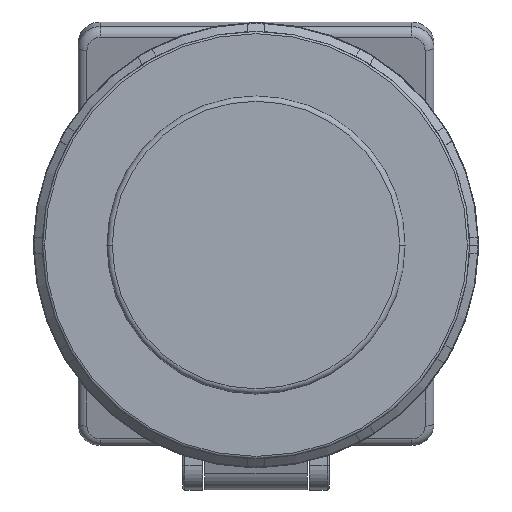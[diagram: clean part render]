
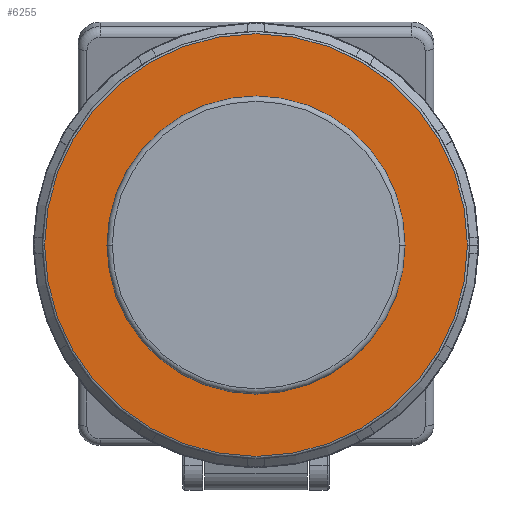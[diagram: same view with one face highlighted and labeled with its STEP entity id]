
A CAD part, top view. The second image highlights one B-rep face of the part: STEP entity #6255.
In plain terms, the highlighted face is planar.
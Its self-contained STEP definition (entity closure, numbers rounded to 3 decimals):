
#587 = DIRECTION ( 'NONE',  ( 0., 0., -1. ) ) ;
#749 = DIRECTION ( 'NONE',  ( 0., 0., -1. ) ) ;
#1037 = CARTESIAN_POINT ( 'NONE',  ( -33.5, 0., 0. ) ) ;
#1195 = VERTEX_POINT ( 'NONE', #1037 ) ;
#1361 = CARTESIAN_POINT ( 'NONE',  ( -47.5, 0., 0. ) ) ;
#1846 = DIRECTION ( 'NONE',  ( 1., 0., 0. ) ) ;
#2158 = DIRECTION ( 'NONE',  ( 1., 0., 0. ) ) ;
#2642 = EDGE_CURVE ( 'NONE', #1195, #12072, #12931, .T. ) ;
#3322 = ORIENTED_EDGE ( 'NONE', *, *, #12926, .F. ) ;
#3342 = DIRECTION ( 'NONE',  ( 1., 0., 0. ) ) ;
#3857 = ORIENTED_EDGE ( 'NONE', *, *, #2642, .F. ) ;
#4367 = DIRECTION ( 'NONE',  ( 0., 0., -1. ) ) ;
#4538 = FACE_BOUND ( 'NONE', #6705, .T. ) ;
#4557 = EDGE_CURVE ( 'NONE', #9859, #9232, #14245, .T. ) ;
#5383 = CIRCLE ( 'NONE', #12013, 47.5 ) ;
#5578 = ORIENTED_EDGE ( 'NONE', *, *, #10356, .T. ) ;
#5942 = AXIS2_PLACEMENT_3D ( 'NONE', #12845, #749, #3342 ) ;
#6255 = ADVANCED_FACE ( 'NONE', ( #4538, #12829 ), #8823, .F. ) ;
#6517 = DIRECTION ( 'NONE',  ( 0., 0., -1. ) ) ;
#6705 = EDGE_LOOP ( 'NONE', ( #3857, #3322 ) ) ;
#8387 = ORIENTED_EDGE ( 'NONE', *, *, #4557, .T. ) ;
#8418 = CARTESIAN_POINT ( 'NONE',  ( 0., 0., 0. ) ) ;
#8823 = PLANE ( 'NONE',  #10216 ) ;
#8897 = CARTESIAN_POINT ( 'NONE',  ( 33.5, 0., 0. ) ) ;
#9232 = VERTEX_POINT ( 'NONE', #1361 ) ;
#9590 = EDGE_LOOP ( 'NONE', ( #8387, #5578 ) ) ;
#9859 = VERTEX_POINT ( 'NONE', #14258 ) ;
#9868 = DIRECTION ( 'NONE',  ( 1., 0., 0. ) ) ;
#10184 = CIRCLE ( 'NONE', #14015, 33.5 ) ;
#10216 = AXIS2_PLACEMENT_3D ( 'NONE', #11905, #14163, #10917 ) ;
#10356 = EDGE_CURVE ( 'NONE', #9232, #9859, #5383, .T. ) ;
#10905 = CARTESIAN_POINT ( 'NONE',  ( 0., 0., 0. ) ) ;
#10917 = DIRECTION ( 'NONE',  ( 1., 0., 0. ) ) ;
#10958 = CARTESIAN_POINT ( 'NONE',  ( 0., 0., 0. ) ) ;
#11334 = AXIS2_PLACEMENT_3D ( 'NONE', #8418, #587, #1846 ) ;
#11905 = CARTESIAN_POINT ( 'NONE',  ( 0., 0., 0. ) ) ;
#12013 = AXIS2_PLACEMENT_3D ( 'NONE', #10905, #6517, #9868 ) ;
#12072 = VERTEX_POINT ( 'NONE', #8897 ) ;
#12829 = FACE_OUTER_BOUND ( 'NONE', #9590, .T. ) ;
#12845 = CARTESIAN_POINT ( 'NONE',  ( 0., 0., 0. ) ) ;
#12926 = EDGE_CURVE ( 'NONE', #12072, #1195, #10184, .T. ) ;
#12931 = CIRCLE ( 'NONE', #5942, 33.5 ) ;
#14015 = AXIS2_PLACEMENT_3D ( 'NONE', #10958, #4367, #2158 ) ;
#14163 = DIRECTION ( 'NONE',  ( 0., 0., 1. ) ) ;
#14245 = CIRCLE ( 'NONE', #11334, 47.5 ) ;
#14258 = CARTESIAN_POINT ( 'NONE',  ( 47.5, 0., 0. ) ) ;
